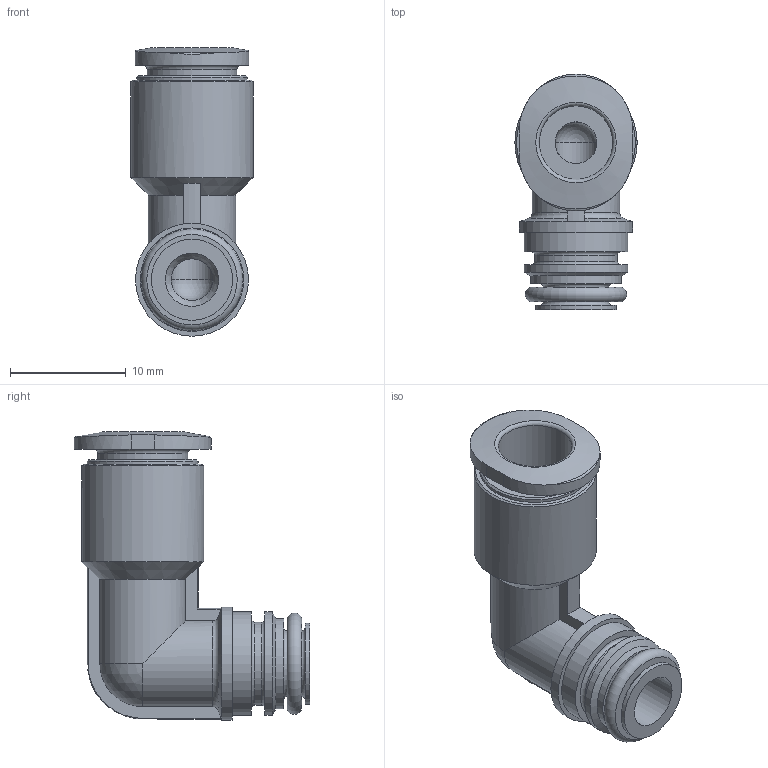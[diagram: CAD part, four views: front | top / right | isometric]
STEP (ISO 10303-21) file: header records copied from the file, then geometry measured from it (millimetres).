
FILE_DESCRIPTION(/* description */ ('STEP AP214'),/* implementation_level */ '2;1');
FILE_NAME(/* name */ '132924_QSPLKG10-1_4-U',/* time_stamp */ '2024-09-14T14:35:54+02:00',/* author */ ('License CC BY-ND 4.0'),/* organization */ ('CADENAS'),/* preprocessor_version */ 'ST-DEVELOPER v19.3',/* originating_system */ 'PARTsolutions',/* authorisation */ ' ');
FILE_SCHEMA (('AUTOMOTIVE_DESIGN {1 0 10303 214 3 1 1}'));
Length unit declared in the file: millimetre
Products named in the file (1): 132924 QSPLKG10-1/4-U
Bounding box: 10.55 x 20.3 x 24.88 mm (x, y, z)
Volume: 1469 mm3; surface area: 1857.5 mm2
Topology: 1 solids, 1 shells, 67 faces, 150 edges, 94 vertices
Faces by surface type: cylinder 25, plane 18, torus 13, cone 7, sphere 4
Full cylindrical faces by diameter (mm): 3.6 x2, 4.6 x1, 5.65 x2, 6.35 x1, 7 x1, 7.15 x1, 7.75 x1, 7.8 x1, 8.93 x2, 9.55 x1, 9.75 x1, 10.55 x1
Entity records: 2194 total; most frequent: CARTESIAN_POINT 338, DIRECTION 298, ORIENTED_EDGE 228, AXIS2_PLACEMENT_3D 138, EDGE_CURVE 114, EDGE_LOOP 110, FACE_BOUND 110, VERTEX_POINT 90
